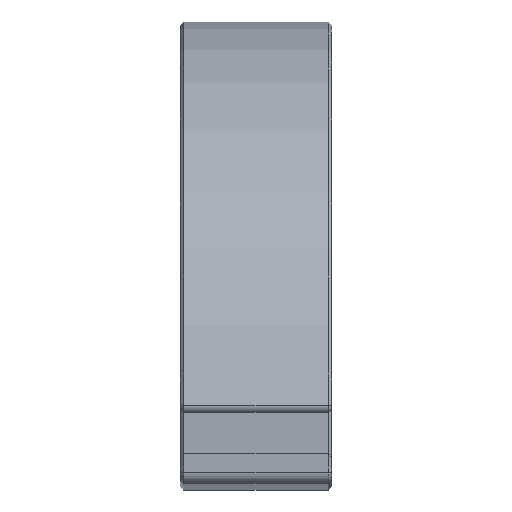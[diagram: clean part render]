
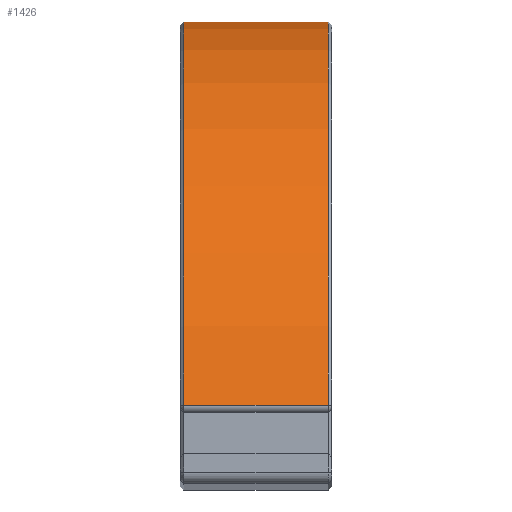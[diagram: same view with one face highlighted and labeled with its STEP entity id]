
A CAD part, top view. The second image highlights one B-rep face of the part: STEP entity #1426.
In plain terms, the highlighted cylindrical face has radius 83.434 mm (diameter 166.869 mm), a partial arc.
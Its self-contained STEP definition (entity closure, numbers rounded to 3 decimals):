
#792 = VERTEX_POINT('',#793);
#793 = CARTESIAN_POINT('',(0.6,52.25,42.));
#840 = VERTEX_POINT('',#841);
#841 = CARTESIAN_POINT('',(0.6,-13.504,123.54));
#847 = EDGE_CURVE('',#840,#792,#848,.T.);
#848 = CIRCLE('',#849,83.434);
#849 = AXIS2_PLACEMENT_3D('',#850,#851,#852);
#850 = CARTESIAN_POINT('',(0.6,-31.184,42.));
#851 = DIRECTION('',(-1.,0.,0.));
#852 = DIRECTION('',(0.,0.212,0.977)
  );
#1042 = VERTEX_POINT('',#1043);
#1043 = CARTESIAN_POINT('',(25.4,52.25,42.));
#1090 = VERTEX_POINT('',#1091);
#1091 = CARTESIAN_POINT('',(25.4,-13.504,123.54));
#1097 = EDGE_CURVE('',#1090,#1042,#1098,.T.);
#1098 = CIRCLE('',#1099,83.434);
#1099 = AXIS2_PLACEMENT_3D('',#1100,#1101,#1102);
#1100 = CARTESIAN_POINT('',(25.4,-31.184,42.));
#1101 = DIRECTION('',(-1.,0.,0.));
#1102 = DIRECTION('',(0.,0.212,0.977)
  );
#1376 = EDGE_CURVE('',#792,#1042,#1377,.T.);
#1377 = LINE('',#1378,#1379);
#1378 = CARTESIAN_POINT('',(0.,52.25,42.));
#1379 = VECTOR('',#1380,1.);
#1380 = DIRECTION('',(1.,0.,0.));
#1426 = ADVANCED_FACE('',(#1427),#1438,.T.);
#1427 = FACE_BOUND('',#1428,.F.);
#1428 = EDGE_LOOP('',(#1429,#1430,#1431,#1437));
#1429 = ORIENTED_EDGE('',*,*,#1376,.T.);
#1430 = ORIENTED_EDGE('',*,*,#1097,.F.);
#1431 = ORIENTED_EDGE('',*,*,#1432,.F.);
#1432 = EDGE_CURVE('',#840,#1090,#1433,.T.);
#1433 = LINE('',#1434,#1435);
#1434 = CARTESIAN_POINT('',(0.,-13.504,
    123.54));
#1435 = VECTOR('',#1436,1.);
#1436 = DIRECTION('',(1.,0.,0.));
#1437 = ORIENTED_EDGE('',*,*,#847,.T.);
#1438 = CYLINDRICAL_SURFACE('',#1439,83.434);
#1439 = AXIS2_PLACEMENT_3D('',#1440,#1441,#1442);
#1440 = CARTESIAN_POINT('',(0.,-31.184,42.));
#1441 = DIRECTION('',(-1.,0.,0.));
#1442 = DIRECTION('',(0.,1.,0.));
